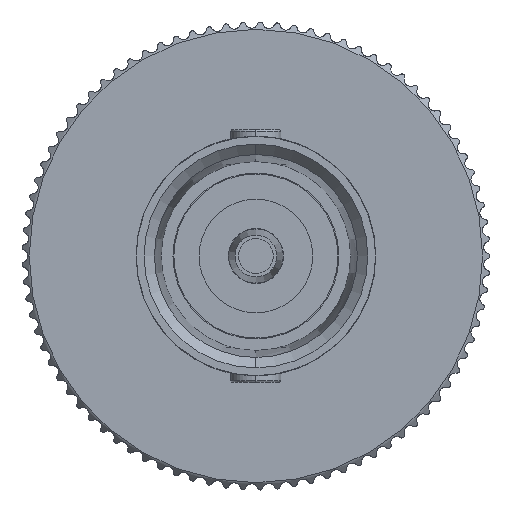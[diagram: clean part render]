
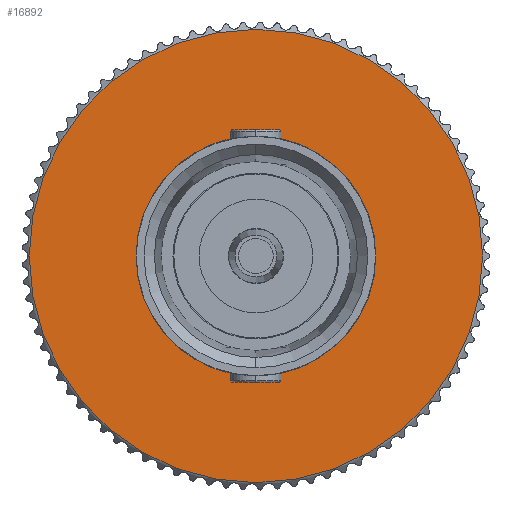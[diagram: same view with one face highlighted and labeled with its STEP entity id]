
A CAD part, left-side view. The second image highlights one B-rep face of the part: STEP entity #16892.
In plain terms, the highlighted planar face has unit normal (-1, 0, 0).
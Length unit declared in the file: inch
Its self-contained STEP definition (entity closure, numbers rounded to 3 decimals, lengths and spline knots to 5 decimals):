
#2 = ORIENTED_EDGE ( 'NONE', *, *, #12401, .T. ) ;
#149 = VERTEX_POINT ( 'NONE', #12458 ) ;
#339 = CARTESIAN_POINT ( 'NONE',  ( 0.42481, 0., 0. ) ) ;
#366 = FACE_OUTER_BOUND ( 'NONE', #7415, .T. ) ;
#1169 = EDGE_CURVE ( 'NONE', #12174, #16386, #5457, .T. ) ;
#1278 = CARTESIAN_POINT ( 'NONE',  ( 0.42481, 0., 0. ) ) ;
#1358 = DIRECTION ( 'NONE',  ( 1., 0., 0. ) ) ;
#2517 = CIRCLE ( 'NONE', #7921, 0.192 ) ;
#2781 = DIRECTION ( 'NONE',  ( 0., 0., 1. ) ) ;
#2873 = DIRECTION ( 'NONE',  ( -1., 0., 0. ) ) ;
#2920 = CARTESIAN_POINT ( 'NONE',  ( 0.42481, 0., -0.192 ) ) ;
#2961 = CARTESIAN_POINT ( 'NONE',  ( 0.42481, 0., 0. ) ) ;
#3139 = EDGE_CURVE ( 'NONE', #149, #13150, #8825, .T. ) ;
#4437 = DIRECTION ( 'NONE',  ( -1., 0., 0. ) ) ;
#4619 = DIRECTION ( 'NONE',  ( 0., 0., 1. ) ) ;
#5205 = CIRCLE ( 'NONE', #15191, 0.36314 ) ;
#5392 = AXIS2_PLACEMENT_3D ( 'NONE', #5636, #1358, #16537 ) ;
#5457 = CIRCLE ( 'NONE', #9165, 0.192 ) ;
#5572 = DIRECTION ( 'NONE',  ( -1., 0., 0. ) ) ;
#5636 = CARTESIAN_POINT ( 'NONE',  ( 0.42481, 0.192, 0. ) ) ;
#5829 = CARTESIAN_POINT ( 'NONE',  ( 0.42481, 0., 0.192 ) ) ;
#7415 = EDGE_LOOP ( 'NONE', ( #2, #16033 ) ) ;
#7767 = EDGE_LOOP ( 'NONE', ( #16800, #8126 ) ) ;
#7921 = AXIS2_PLACEMENT_3D ( 'NONE', #11739, #5572, #12445 ) ;
#8126 = ORIENTED_EDGE ( 'NONE', *, *, #13164, .F. ) ;
#8825 = CIRCLE ( 'NONE', #14275, 0.36314 ) ;
#9165 = AXIS2_PLACEMENT_3D ( 'NONE', #2961, #16458, #9494 ) ;
#9494 = DIRECTION ( 'NONE',  ( 0., 0., 1. ) ) ;
#11169 = FACE_BOUND ( 'NONE', #7767, .T. ) ;
#11739 = CARTESIAN_POINT ( 'NONE',  ( 0.42481, 0., 0. ) ) ;
#12007 = CARTESIAN_POINT ( 'NONE',  ( 0.42481, 0., -0.36314 ) ) ;
#12174 = VERTEX_POINT ( 'NONE', #5829 ) ;
#12337 = PLANE ( 'NONE',  #5392 ) ;
#12401 = EDGE_CURVE ( 'NONE', #13150, #149, #5205, .T. ) ;
#12445 = DIRECTION ( 'NONE',  ( 0., 0., 1. ) ) ;
#12458 = CARTESIAN_POINT ( 'NONE',  ( 0.42481, 0., 0.36314 ) ) ;
#13150 = VERTEX_POINT ( 'NONE', #12007 ) ;
#13164 = EDGE_CURVE ( 'NONE', #16386, #12174, #2517, .T. ) ;
#14275 = AXIS2_PLACEMENT_3D ( 'NONE', #339, #4437, #4619 ) ;
#15191 = AXIS2_PLACEMENT_3D ( 'NONE', #1278, #2873, #2781 ) ;
#16033 = ORIENTED_EDGE ( 'NONE', *, *, #3139, .T. ) ;
#16386 = VERTEX_POINT ( 'NONE', #2920 ) ;
#16458 = DIRECTION ( 'NONE',  ( -1., 0., 0. ) ) ;
#16537 = DIRECTION ( 'NONE',  ( 0., 0., -1. ) ) ;
#16800 = ORIENTED_EDGE ( 'NONE', *, *, #1169, .F. ) ;
#16892 = ADVANCED_FACE ( 'NONE', ( #11169, #366 ), #12337, .F. ) ;
